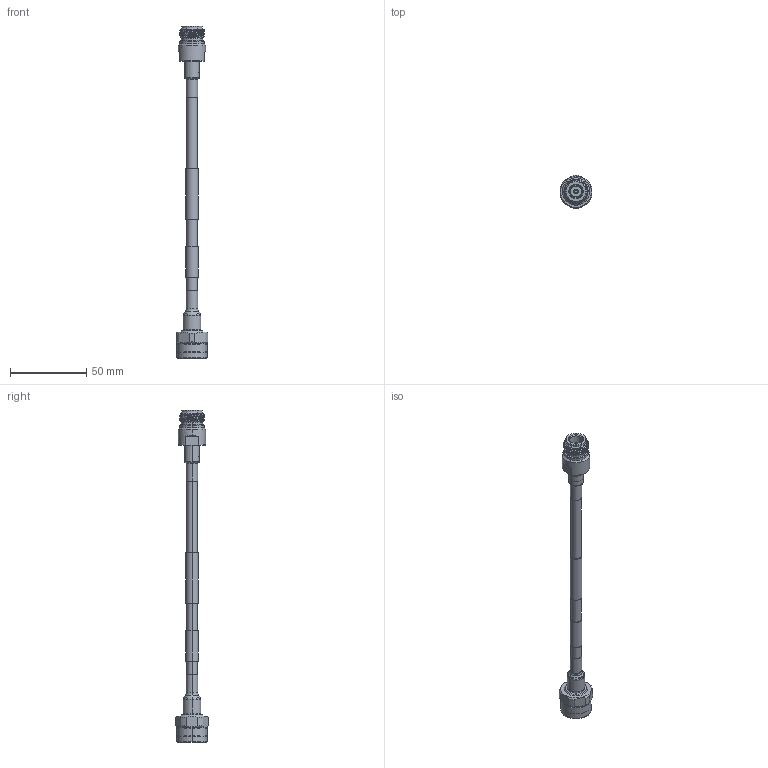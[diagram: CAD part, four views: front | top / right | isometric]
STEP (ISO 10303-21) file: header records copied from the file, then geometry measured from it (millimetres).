
FILE_DESCRIPTION (( 'STEP AP214' ), '1' );
FILE_NAME ('LCCA31044.step', '2022-10-04T19:19:24', ( '' ), ( '' ), 'SwSTEP 2.0', 'SolidWorks 2021', '' );
FILE_SCHEMA (( 'AUTOMOTIVE_DESIGN' ));
Length unit declared in the file: inch
Products named in the file (4): TC-250-NM-LP^LCCA31044; LCCA31044; SPP-250-LLPL ^LCCA31044_SPP-250-LLPL; TC-250-NF-LP^LCCA31044_Heat Shrink
Assembly tree (3 placements, depth 2):
  LCCA31044
    SPP-250-LLPL ^LCCA31044_SPP-250-LLPL
    TC-250-NF-LP^LCCA31044_Heat Shrink
    TC-250-NM-LP^LCCA31044
Bounding box: 20.6 x 21.85 x 217.71 mm (x, y, z)
Volume: 14771.6 mm3; surface area: 12786.1 mm2
Topology: 9 solids, 9 shells, 302 faces, 683 edges, 417 vertices
Faces by surface type: cylinder 132, cone 83, plane 66, torus 12, bspline 7, sphere 2
Entity records: 12990 total; most frequent: CARTESIAN_POINT 4449, DIRECTION 1480, ORIENTED_EDGE 1354, EDGE_CURVE 677, AXIS2_PLACEMENT_3D 622, VERTEX_POINT 417, EDGE_LOOP 342, CIRCLE 321
